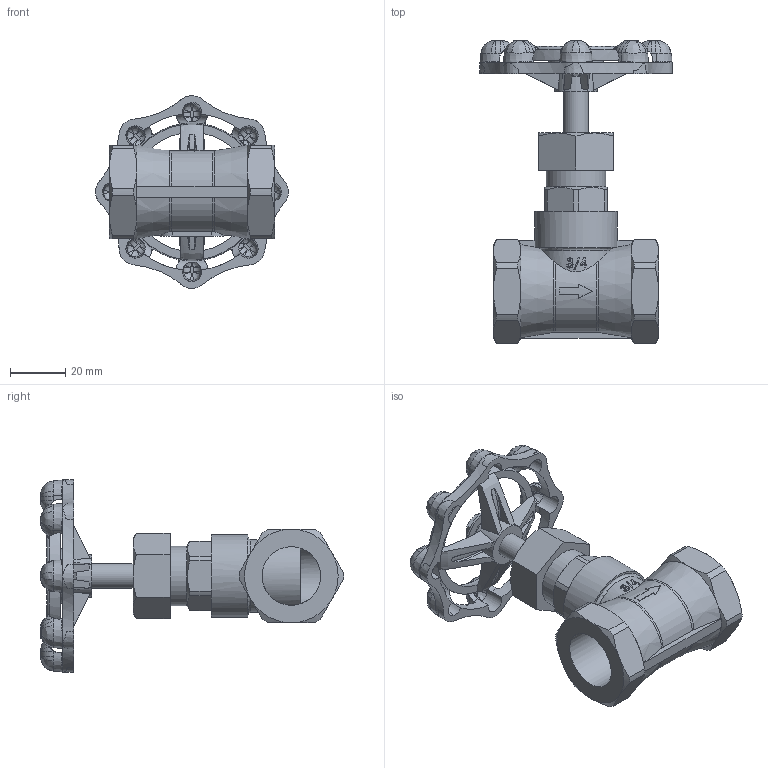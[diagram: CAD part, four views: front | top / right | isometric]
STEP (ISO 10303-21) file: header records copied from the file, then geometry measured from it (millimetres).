
FILE_DESCRIPTION(/* description */ ('Unknown'),/* implementation_level */ '2;1');
FILE_NAME(/* name */ 'GB-200 DN20 REV',/* time_stamp */ '2020-10-06T10:14:01+08:00',/* author */ ('Unknown'),/* organization */ ('Unknown'),/* preprocessor_version */ 'ST-DEVELOPER v16.7',/* originating_system */ 'DEX',/* authorisation */ $);
FILE_SCHEMA (('AUTOMOTIVE_DESIGN {1 0 10303 214 3 1 1}'));
Products named in the file (1): GB-200 DN20 REV
Bounding box: 69.99 x 110.04 x 69.99 mm (x, y, z)
Volume: 65980.4 mm3; surface area: 29747 mm2
Topology: 1 solids, 2 shells, 718 faces, 2039 edges, 1218 vertices
Faces by surface type: bspline 395, plane 136, cylinder 94, cone 47, torus 42, sphere 4
Full cylindrical faces by diameter (mm): 6 x2, 9 x1, 15 x1, 15.5 x1, 18.5 x1, 20 x1, 20.5 x1, 21.3 x2, 21.7 x1, 30 x1
Entity records: 63910 total; most frequent: CARTESIAN_POINT 49759, ORIENTED_EDGE 3808, EDGE_CURVE 1904, DIRECTION 1494, B_SPLINE_CURVE_WITH_KNOTS 1366, VERTEX_POINT 1205, EDGE_LOOP 759, FACE_BOUND 759
